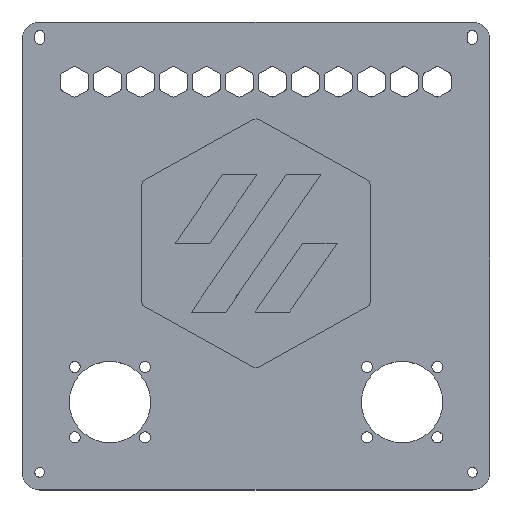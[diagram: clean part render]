
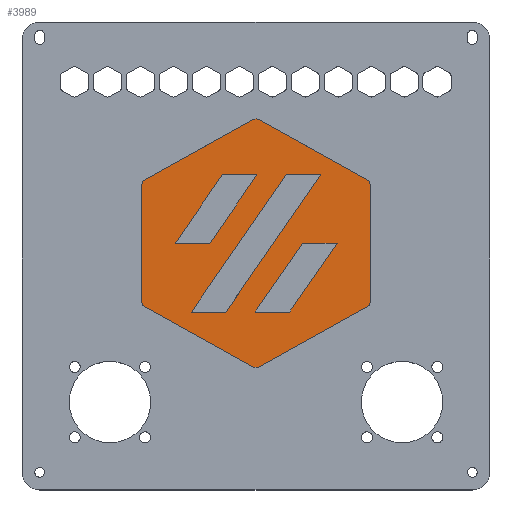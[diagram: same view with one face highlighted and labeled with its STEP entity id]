
A CAD part, top view. The second image highlights one B-rep face of the part: STEP entity #3989.
In plain terms, the highlighted planar face has unit normal (0, 0, 1).
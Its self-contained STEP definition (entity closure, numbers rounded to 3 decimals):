
#194=PLANE('',#4347);
#497=VECTOR('',#5221,1.);
#500=VECTOR('',#5231,1.);
#504=VECTOR('',#5242,1.);
#508=VECTOR('',#5253,1.);
#512=VECTOR('',#5264,1.);
#515=VECTOR('',#5274,1.);
#517=VECTOR('',#5277,1.);
#521=VECTOR('',#5282,1.);
#524=VECTOR('',#5286,1.);
#527=VECTOR('',#5290,1.);
#529=VECTOR('',#5293,1.);
#533=VECTOR('',#5298,1.);
#536=VECTOR('',#5302,1.);
#539=VECTOR('',#5306,1.);
#541=VECTOR('',#5309,1.);
#545=VECTOR('',#5314,1.);
#548=VECTOR('',#5318,1.);
#551=VECTOR('',#5322,1.);
#877=LINE('',#6365,#497);
#880=LINE('',#6376,#500);
#884=LINE('',#6388,#504);
#888=LINE('',#6400,#508);
#892=LINE('',#6412,#512);
#895=LINE('',#6421,#515);
#897=LINE('',#6424,#517);
#901=LINE('',#6433,#521);
#904=LINE('',#6439,#524);
#907=LINE('',#6445,#527);
#909=LINE('',#6448,#529);
#913=LINE('',#6457,#533);
#916=LINE('',#6463,#536);
#919=LINE('',#6469,#539);
#921=LINE('',#6472,#541);
#925=LINE('',#6481,#545);
#928=LINE('',#6487,#548);
#931=LINE('',#6493,#551);
#1253=VERTEX_POINT('',#6353);
#1254=VERTEX_POINT('',#6354);
#1258=VERTEX_POINT('',#6364);
#1259=VERTEX_POINT('',#6368);
#1260=VERTEX_POINT('',#6369);
#1263=VERTEX_POINT('',#6380);
#1264=VERTEX_POINT('',#6381);
#1267=VERTEX_POINT('',#6392);
#1268=VERTEX_POINT('',#6393);
#1271=VERTEX_POINT('',#6404);
#1272=VERTEX_POINT('',#6405);
#1275=VERTEX_POINT('',#6416);
#1277=VERTEX_POINT('',#6425);
#1278=VERTEX_POINT('',#6426);
#1281=VERTEX_POINT('',#6434);
#1283=VERTEX_POINT('',#6440);
#1285=VERTEX_POINT('',#6449);
#1286=VERTEX_POINT('',#6450);
#1289=VERTEX_POINT('',#6458);
#1291=VERTEX_POINT('',#6464);
#1293=VERTEX_POINT('',#6473);
#1294=VERTEX_POINT('',#6474);
#1297=VERTEX_POINT('',#6482);
#1299=VERTEX_POINT('',#6488);
#1501=CIRCLE('',#4312,3.);
#1503=CIRCLE('',#4316,3.);
#1505=CIRCLE('',#4320,3.);
#1507=CIRCLE('',#4324,3.);
#1509=CIRCLE('',#4328,3.);
#1511=CIRCLE('',#4332,3.);
#1985=EDGE_CURVE('',#1253,#1254,#1501,.T.);
#1991=EDGE_CURVE('',#1254,#1258,#877,.T.);
#1992=EDGE_CURVE('',#1259,#1260,#1503,.T.);
#1996=EDGE_CURVE('',#1260,#1253,#880,.T.);
#1998=EDGE_CURVE('',#1263,#1264,#1505,.T.);
#2002=EDGE_CURVE('',#1264,#1259,#884,.T.);
#2004=EDGE_CURVE('',#1267,#1268,#1507,.T.);
#2008=EDGE_CURVE('',#1268,#1263,#888,.T.);
#2010=EDGE_CURVE('',#1271,#1272,#1509,.T.);
#2014=EDGE_CURVE('',#1272,#1267,#892,.T.);
#2016=EDGE_CURVE('',#1258,#1275,#1511,.T.);
#2019=EDGE_CURVE('',#1275,#1271,#895,.T.);
#2021=EDGE_CURVE('',#1277,#1278,#897,.T.);
#2025=EDGE_CURVE('',#1278,#1281,#901,.T.);
#2028=EDGE_CURVE('',#1281,#1283,#904,.T.);
#2031=EDGE_CURVE('',#1283,#1277,#907,.T.);
#2033=EDGE_CURVE('',#1285,#1286,#909,.T.);
#2037=EDGE_CURVE('',#1286,#1289,#913,.T.);
#2040=EDGE_CURVE('',#1289,#1291,#916,.T.);
#2043=EDGE_CURVE('',#1291,#1285,#919,.T.);
#2045=EDGE_CURVE('',#1293,#1294,#921,.T.);
#2049=EDGE_CURVE('',#1294,#1297,#925,.T.);
#2052=EDGE_CURVE('',#1297,#1299,#928,.T.);
#2055=EDGE_CURVE('',#1299,#1293,#931,.T.);
#2801=ORIENTED_EDGE('',*,*,#1985,.T.);
#2802=ORIENTED_EDGE('',*,*,#1991,.T.);
#2803=ORIENTED_EDGE('',*,*,#2016,.T.);
#2804=ORIENTED_EDGE('',*,*,#2019,.T.);
#2805=ORIENTED_EDGE('',*,*,#2010,.T.);
#2806=ORIENTED_EDGE('',*,*,#2014,.T.);
#2807=ORIENTED_EDGE('',*,*,#2004,.T.);
#2808=ORIENTED_EDGE('',*,*,#2008,.T.);
#2809=ORIENTED_EDGE('',*,*,#1998,.T.);
#2810=ORIENTED_EDGE('',*,*,#2002,.T.);
#2811=ORIENTED_EDGE('',*,*,#1992,.T.);
#2812=ORIENTED_EDGE('',*,*,#1996,.T.);
#2813=ORIENTED_EDGE('',*,*,#2045,.T.);
#2814=ORIENTED_EDGE('',*,*,#2049,.T.);
#2815=ORIENTED_EDGE('',*,*,#2052,.T.);
#2816=ORIENTED_EDGE('',*,*,#2055,.T.);
#2817=ORIENTED_EDGE('',*,*,#2033,.T.);
#2818=ORIENTED_EDGE('',*,*,#2037,.T.);
#2819=ORIENTED_EDGE('',*,*,#2040,.T.);
#2820=ORIENTED_EDGE('',*,*,#2043,.T.);
#2821=ORIENTED_EDGE('',*,*,#2021,.T.);
#2822=ORIENTED_EDGE('',*,*,#2025,.T.);
#2823=ORIENTED_EDGE('',*,*,#2028,.T.);
#2824=ORIENTED_EDGE('',*,*,#2031,.T.);
#3449=EDGE_LOOP('',(#2801,#2802,#2803,#2804,#2805,#2806,#2807,#2808,#2809,
#2810,#2811,#2812));
#3450=EDGE_LOOP('',(#2813,#2814,#2815,#2816));
#3451=EDGE_LOOP('',(#2817,#2818,#2819,#2820));
#3452=EDGE_LOOP('',(#2821,#2822,#2823,#2824));
#3719=FACE_BOUND('',#3449,.T.);
#3720=FACE_BOUND('',#3450,.T.);
#3721=FACE_BOUND('',#3451,.T.);
#3722=FACE_BOUND('',#3452,.T.);
#3989=ADVANCED_FACE('',(#3719,#3720,#3721,#3722),#194,.T.);
#4312=AXIS2_PLACEMENT_3D('',#6352,#5212,#5213);
#4316=AXIS2_PLACEMENT_3D('',#6367,#5224,#5225);
#4320=AXIS2_PLACEMENT_3D('',#6379,#5235,#5236);
#4324=AXIS2_PLACEMENT_3D('',#6391,#5246,#5247);
#4328=AXIS2_PLACEMENT_3D('',#6403,#5257,#5258);
#4332=AXIS2_PLACEMENT_3D('',#6415,#5268,#5269);
#4347=AXIS2_PLACEMENT_3D('',#6495,#5324,$);
#5212=DIRECTION('',(0.,0.,1.));
#5213=DIRECTION('',(0.,3.,0.));
#5221=DIRECTION('',(-0.875,-0.485,0.));
#5224=DIRECTION('',(0.,0.,1.));
#5225=DIRECTION('',(2.585,1.523,0.));
#5231=DIRECTION('',(-0.875,0.485,0.));
#5235=DIRECTION('',(0.,0.,1.));
#5236=DIRECTION('',(2.585,-1.523,0.));
#5242=DIRECTION('',(0.,1.,0.));
#5246=DIRECTION('',(0.,0.,1.));
#5247=DIRECTION('',(0.,-3.,0.));
#5253=DIRECTION('',(0.875,0.485,0.));
#5257=DIRECTION('',(0.,0.,1.));
#5258=DIRECTION('',(-2.585,-1.523,0.));
#5264=DIRECTION('',(0.875,-0.485,0.));
#5268=DIRECTION('',(0.,0.,1.));
#5269=DIRECTION('',(-2.585,1.523,0.));
#5274=DIRECTION('',(0.,-1.,0.));
#5277=DIRECTION('',(-0.57,-0.822,0.));
#5282=DIRECTION('',(-1.,0.,0.));
#5286=DIRECTION('',(0.569,0.822,0.));
#5290=DIRECTION('',(1.,0.,0.));
#5293=DIRECTION('',(-0.567,-0.824,0.));
#5298=DIRECTION('',(-1.,0.,0.));
#5302=DIRECTION('',(0.567,0.824,0.));
#5306=DIRECTION('',(1.,0.,0.));
#5309=DIRECTION('',(-0.57,-0.822,0.));
#5314=DIRECTION('',(-1.,0.,0.));
#5318=DIRECTION('',(0.569,0.823,0.));
#5322=DIRECTION('',(1.,0.,0.));
#5324=DIRECTION('',(0.,0.,1.));
#6352=CARTESIAN_POINT('',(158.9,-97.493,-114.191));
#6353=CARTESIAN_POINT('',(160.354,-94.869,-114.191));
#6354=CARTESIAN_POINT('',(157.446,-94.869,-114.191));
#6364=CARTESIAN_POINT('',(108.446,-122.03,-114.191));
#6365=CARTESIAN_POINT('',(158.9,-94.062,-114.191));
#6367=CARTESIAN_POINT('',(207.9,-124.654,-114.191));
#6368=CARTESIAN_POINT('',(210.9,-124.654,-114.191));
#6369=CARTESIAN_POINT('',(209.354,-122.03,-114.191));
#6376=CARTESIAN_POINT('',(210.9,-122.887,-114.191));
#6379=CARTESIAN_POINT('',(207.9,-177.471,-114.191));
#6380=CARTESIAN_POINT('',(209.354,-180.095,-114.191));
#6381=CARTESIAN_POINT('',(210.9,-177.471,-114.191));
#6388=CARTESIAN_POINT('',(210.9,-179.238,-114.191));
#6391=CARTESIAN_POINT('',(158.9,-204.632,-114.191));
#6392=CARTESIAN_POINT('',(157.446,-207.256,-114.191));
#6393=CARTESIAN_POINT('',(160.354,-207.256,-114.191));
#6400=CARTESIAN_POINT('',(158.9,-208.062,-114.191));
#6403=CARTESIAN_POINT('',(109.9,-177.471,-114.191));
#6404=CARTESIAN_POINT('',(106.9,-177.471,-114.191));
#6405=CARTESIAN_POINT('',(108.446,-180.095,-114.191));
#6412=CARTESIAN_POINT('',(106.9,-179.238,-114.191));
#6415=CARTESIAN_POINT('',(109.9,-124.654,-114.191));
#6416=CARTESIAN_POINT('',(106.9,-124.654,-114.191));
#6421=CARTESIAN_POINT('',(106.9,-122.887,-114.191));
#6424=CARTESIAN_POINT('',(188.45,-119.912,-114.191));
#6425=CARTESIAN_POINT('',(188.45,-119.912,-114.191));
#6426=CARTESIAN_POINT('',(145.158,-182.362,-114.191));
#6433=CARTESIAN_POINT('',(145.158,-182.362,-114.191));
#6434=CARTESIAN_POINT('',(129.458,-182.362,-114.191));
#6439=CARTESIAN_POINT('',(129.458,-182.362,-114.191));
#6440=CARTESIAN_POINT('',(172.7,-119.912,-114.191));
#6445=CARTESIAN_POINT('',(172.7,-119.912,-114.191));
#6448=CARTESIAN_POINT('',(159.35,-119.912,-114.191));
#6449=CARTESIAN_POINT('',(159.35,-119.912,-114.191));
#6450=CARTESIAN_POINT('',(137.9,-151.062,-114.191));
#6457=CARTESIAN_POINT('',(137.9,-151.062,-114.191));
#6458=CARTESIAN_POINT('',(122.15,-151.062,-114.191));
#6463=CARTESIAN_POINT('',(122.15,-151.062,-114.191));
#6464=CARTESIAN_POINT('',(143.6,-119.912,-114.191));
#6469=CARTESIAN_POINT('',(143.6,-119.912,-114.191));
#6472=CARTESIAN_POINT('',(195.856,-151.062,-114.191));
#6473=CARTESIAN_POINT('',(195.856,-151.062,-114.191));
#6474=CARTESIAN_POINT('',(174.158,-182.362,-114.191));
#6481=CARTESIAN_POINT('',(174.158,-182.362,-114.191));
#6482=CARTESIAN_POINT('',(158.458,-182.362,-114.191));
#6487=CARTESIAN_POINT('',(158.458,-182.362,-114.191));
#6488=CARTESIAN_POINT('',(180.1,-151.062,-114.191));
#6493=CARTESIAN_POINT('',(180.1,-151.062,-114.191));
#6495=CARTESIAN_POINT('',(158.9,-151.062,-114.191));
